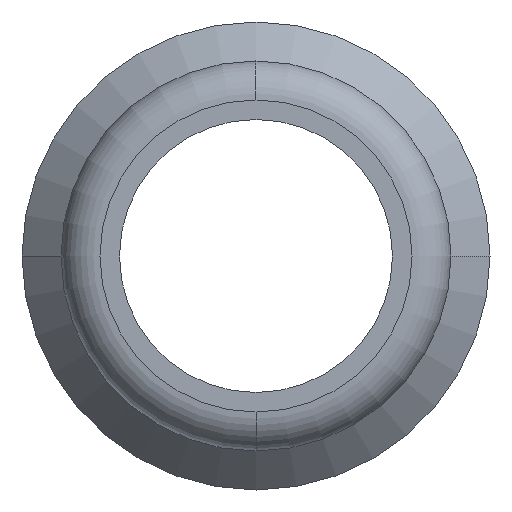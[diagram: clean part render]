
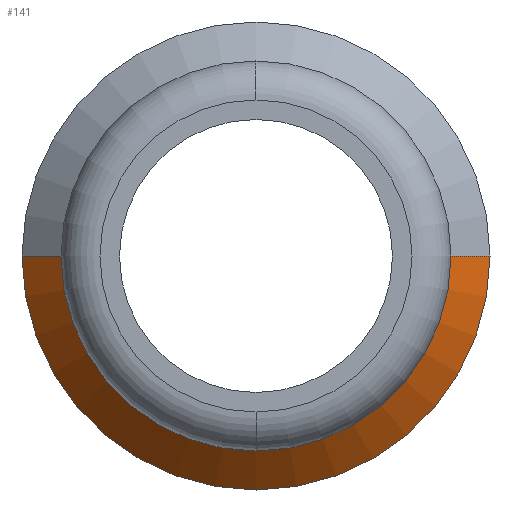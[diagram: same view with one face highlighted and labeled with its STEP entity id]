
A CAD part, front view. The second image highlights one B-rep face of the part: STEP entity #141.
In plain terms, the highlighted conical face has half-angle 45 degrees and reference radius 5.5 mm.
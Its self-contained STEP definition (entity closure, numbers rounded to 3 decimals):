
#141=ADVANCED_FACE('',(#298),#299,.T.);
#298=FACE_OUTER_BOUND('',#467,.T.);
#299=CONICAL_SURFACE('',#468,5.5,0.785);
#467=EDGE_LOOP('',(#795,#796,#797,#798));
#468=AXIS2_PLACEMENT_3D('',#799,#800,#801);
#795=ORIENTED_EDGE('',*,*,#1017,.F.);
#796=ORIENTED_EDGE('',*,*,#1047,.T.);
#797=ORIENTED_EDGE('',*,*,#1019,.F.);
#798=ORIENTED_EDGE('',*,*,#1069,.F.);
#799=CARTESIAN_POINT('',(0.0,5.5,0.0));
#800=DIRECTION('',(-0.0,1.0,-0.0));
#801=DIRECTION('',(1.0,0.0,0.0));
#1017=EDGE_CURVE('',#1221,#1222,#1223,.T.);
#1019=EDGE_CURVE('',#1224,#1226,#1227,.T.);
#1047=EDGE_CURVE('',#1221,#1226,#1266,.T.);
#1069=EDGE_CURVE('',#1222,#1224,#1288,.T.);
#1221=VERTEX_POINT('',#1462);
#1222=VERTEX_POINT('',#1463);
#1223=LINE('',#1464,#1465);
#1224=VERTEX_POINT('',#1466);
#1226=VERTEX_POINT('',#1468);
#1227=LINE('',#1469,#1470);
#1266=CIRCLE('',#1519,5.0);
#1288=CIRCLE('',#1545,6.0);
#1462=CARTESIAN_POINT('',(5.0,5.0,0.0));
#1463=CARTESIAN_POINT('',(6.0,6.0,0.0));
#1464=CARTESIAN_POINT('',(5.5,5.5,0.));
#1465=VECTOR('',#1709,1.0);
#1466=CARTESIAN_POINT('',(-6.0,6.0,0.));
#1468=CARTESIAN_POINT('',(-5.0,5.0,0.));
#1469=CARTESIAN_POINT('',(-5.5,5.5,0.));
#1470=VECTOR('',#1713,1.0);
#1519=AXIS2_PLACEMENT_3D('',#1754,#1755,#1756);
#1545=AXIS2_PLACEMENT_3D('',#1785,#1786,#1787);
#1709=DIRECTION('',(0.707,0.707,0.));
#1713=DIRECTION('',(0.707,-0.707,0.));
#1754=CARTESIAN_POINT('',(0.0,5.0,0.0));
#1755=DIRECTION('',(-0.0,1.0,0.0));
#1756=DIRECTION('',(1.0,0.0,0.0));
#1785=CARTESIAN_POINT('',(0.0,6.0,0.0));
#1786=DIRECTION('',(-0.0,1.0,0.0));
#1787=DIRECTION('',(1.0,0.0,0.0));
